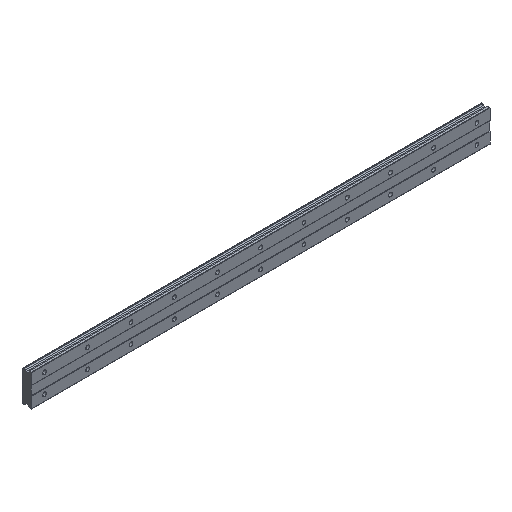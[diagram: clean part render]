
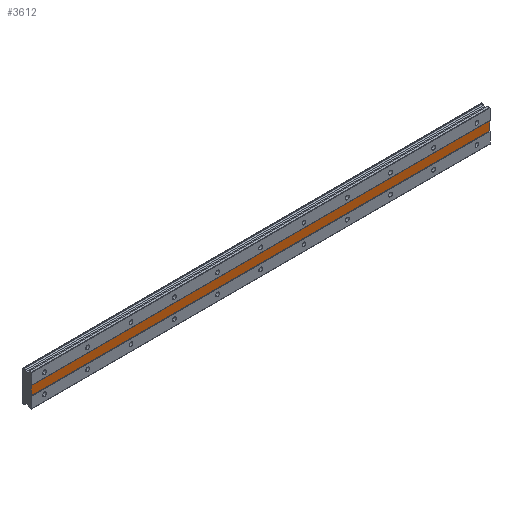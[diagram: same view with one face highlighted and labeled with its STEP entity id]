
A CAD part, isometric view. The second image highlights one B-rep face of the part: STEP entity #3612.
In plain terms, the highlighted planar face has unit normal (0, -1, 0).
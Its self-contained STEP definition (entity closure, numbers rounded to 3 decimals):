
#155 = EDGE_CURVE ( 'NONE', #913, #2409, #494, .T. ) ;
#196 = ORIENTED_EDGE ( 'NONE', *, *, #3349, .T. ) ;
#208 = PLANE ( 'NONE',  #2239 ) ;
#349 = VERTEX_POINT ( 'NONE', #2643 ) ;
#422 = DIRECTION ( 'NONE',  ( -1., 0., 0. ) ) ;
#494 = LINE ( 'NONE', #2270, #2877 ) ;
#545 = VECTOR ( 'NONE', #4025, 1000. ) ;
#555 = CARTESIAN_POINT ( 'NONE',  ( 515., 0.5, 5. ) ) ;
#566 = EDGE_CURVE ( 'NONE', #913, #349, #2377, .T. ) ;
#653 = CARTESIAN_POINT ( 'NONE',  ( -15., 0.5, -5. ) ) ;
#913 = VERTEX_POINT ( 'NONE', #2425 ) ;
#936 = VERTEX_POINT ( 'NONE', #653 ) ;
#1533 = FACE_OUTER_BOUND ( 'NONE', #2727, .T. ) ;
#1616 = LINE ( 'NONE', #2243, #545 ) ;
#1701 = CARTESIAN_POINT ( 'NONE',  ( 515., 0.5, 18.34 ) ) ;
#1858 = VECTOR ( 'NONE', #4458, 1000. ) ;
#1964 = LINE ( 'NONE', #3369, #1858 ) ;
#1996 = VECTOR ( 'NONE', #3786, 1000. ) ;
#2239 = AXIS2_PLACEMENT_3D ( 'NONE', #555, #2333, #2937 ) ;
#2243 = CARTESIAN_POINT ( 'NONE',  ( 515., 0.5, -5. ) ) ;
#2270 = CARTESIAN_POINT ( 'NONE',  ( 515., 0.5, 5. ) ) ;
#2333 = DIRECTION ( 'NONE',  ( 0., 1., 0. ) ) ;
#2377 = LINE ( 'NONE', #1701, #1996 ) ;
#2409 = VERTEX_POINT ( 'NONE', #3279 ) ;
#2425 = CARTESIAN_POINT ( 'NONE',  ( 515., 0.5, 5. ) ) ;
#2451 = ORIENTED_EDGE ( 'NONE', *, *, #566, .F. ) ;
#2643 = CARTESIAN_POINT ( 'NONE',  ( 515., 0.5, -5. ) ) ;
#2650 = ORIENTED_EDGE ( 'NONE', *, *, #155, .T. ) ;
#2727 = EDGE_LOOP ( 'NONE', ( #4549, #2451, #2650, #196 ) ) ;
#2877 = VECTOR ( 'NONE', #422, 1000. ) ;
#2937 = DIRECTION ( 'NONE',  ( 0., 0., 1. ) ) ;
#3254 = EDGE_CURVE ( 'NONE', #349, #936, #1616, .T. ) ;
#3279 = CARTESIAN_POINT ( 'NONE',  ( -15., 0.5, 5. ) ) ;
#3349 = EDGE_CURVE ( 'NONE', #2409, #936, #1964, .T. ) ;
#3369 = CARTESIAN_POINT ( 'NONE',  ( -15., 0.5, 18.34 ) ) ;
#3612 = ADVANCED_FACE ( 'NONE', ( #1533 ), #208, .F. ) ;
#3786 = DIRECTION ( 'NONE',  ( 0., 0., -1. ) ) ;
#4025 = DIRECTION ( 'NONE',  ( -1., 0., 0. ) ) ;
#4458 = DIRECTION ( 'NONE',  ( 0., 0., -1. ) ) ;
#4549 = ORIENTED_EDGE ( 'NONE', *, *, #3254, .F. ) ;
